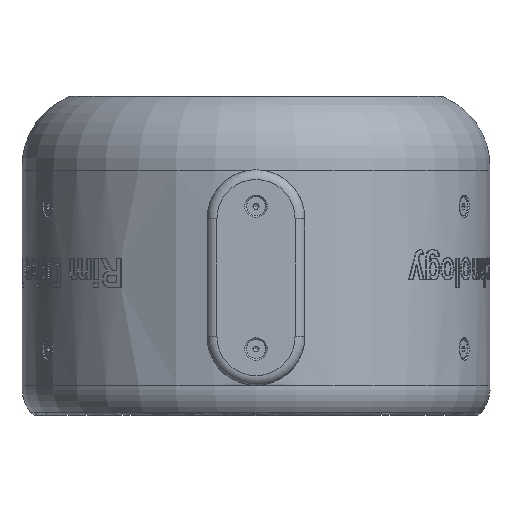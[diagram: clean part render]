
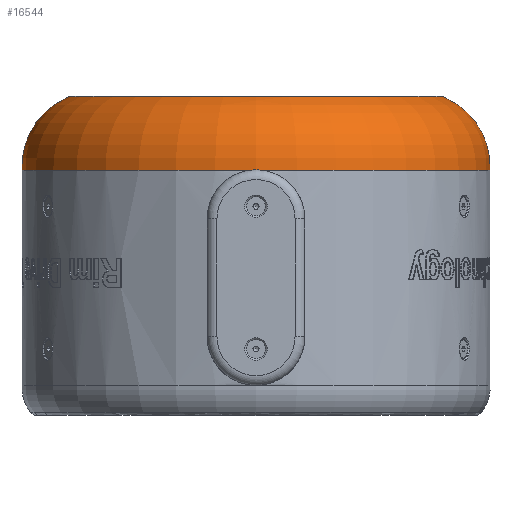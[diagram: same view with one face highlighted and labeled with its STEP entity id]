
A CAD part, front view. The second image highlights one B-rep face of the part: STEP entity #16544.
In plain terms, the highlighted toroidal (fillet/blend) face has major radius 81.029 mm and minor radius 38.707 mm.
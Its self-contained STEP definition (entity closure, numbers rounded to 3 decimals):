
#2014 = EDGE_LOOP ( 'NONE', ( #48399 ) ) ;
#3854 = FACE_OUTER_BOUND ( 'NONE', #7648, .T. ) ;
#7648 = EDGE_LOOP ( 'NONE', ( #20085 ) ) ;
#8103 = AXIS2_PLACEMENT_3D ( 'NONE', #98117, #106056, #63110 ) ;
#8780 = EDGE_CURVE ( 'NONE', #65890, #65890, #92585, .T. ) ;
#15254 = AXIS2_PLACEMENT_3D ( 'NONE', #109553, #111764, #24836 ) ;
#16327 = EDGE_CURVE ( 'NONE', #101443, #101443, #20654, .T. ) ;
#16544 = ADVANCED_FACE ( 'NONE', ( #82833, #3854 ), #105437, .T. ) ;
#20085 = ORIENTED_EDGE ( 'NONE', *, *, #8780, .F. ) ;
#20654 = CIRCLE ( 'NONE', #15254, 119.7 ) ;
#24836 = DIRECTION ( 'NONE',  ( 0., -1., 0. ) ) ;
#32576 = CARTESIAN_POINT ( 'NONE',  ( 146.104, 66.795, 202.74 ) ) ;
#44119 = DIRECTION ( 'NONE',  ( 0., 0., 1. ) ) ;
#48399 = ORIENTED_EDGE ( 'NONE', *, *, #16327, .T. ) ;
#52582 = CARTESIAN_POINT ( 'NONE',  ( 146.104, 162.487, 202.74 ) ) ;
#63110 = DIRECTION ( 'NONE',  ( 0., -1., 0. ) ) ;
#65890 = VERTEX_POINT ( 'NONE', #32576 ) ;
#78537 = DIRECTION ( 'NONE',  ( 0., -1., 0. ) ) ;
#82833 = FACE_OUTER_BOUND ( 'NONE', #2014, .T. ) ;
#83515 = AXIS2_PLACEMENT_3D ( 'NONE', #52582, #44119, #78537 ) ;
#84467 = CARTESIAN_POINT ( 'NONE',  ( 146.104, 42.787, 165.24 ) ) ;
#92585 = CIRCLE ( 'NONE', #83515, 95.692 ) ;
#98117 = CARTESIAN_POINT ( 'NONE',  ( 146.104, 162.487, 166.918 ) ) ;
#101443 = VERTEX_POINT ( 'NONE', #84467 ) ;
#105437 = TOROIDAL_SURFACE ( 'NONE', #8103, 81.029, 38.707 ) ;
#106056 = DIRECTION ( 'NONE',  ( 0., 0., 1. ) ) ;
#109553 = CARTESIAN_POINT ( 'NONE',  ( 146.104, 162.487, 165.24 ) ) ;
#111764 = DIRECTION ( 'NONE',  ( 0., 0., 1. ) ) ;
